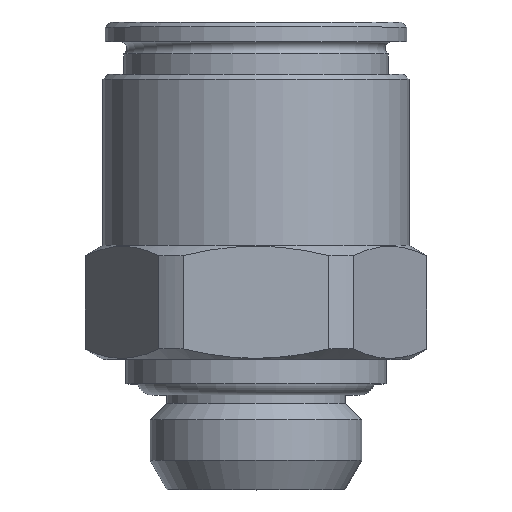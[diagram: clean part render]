
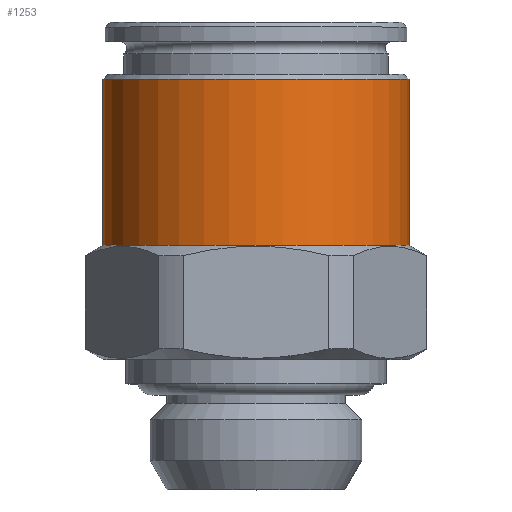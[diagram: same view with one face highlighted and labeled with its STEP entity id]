
A CAD part, top view. The second image highlights one B-rep face of the part: STEP entity #1253.
In plain terms, the highlighted cylindrical face has radius 9.4 mm (diameter 18.8 mm), a full revolution.
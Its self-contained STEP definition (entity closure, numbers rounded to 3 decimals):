
#309=ORIENTED_EDGE('',*,*,#488,.T.);
#310=ORIENTED_EDGE('',*,*,#495,.F.);
#488=EDGE_CURVE('',#587,#587,#639,.T.);
#495=EDGE_CURVE('',#593,#593,#643,.T.);
#587=VERTEX_POINT('',#1867);
#593=VERTEX_POINT('',#1884);
#639=CIRCLE('',#1352,9.4);
#643=CIRCLE('',#1360,9.4);
#698=EDGE_LOOP('',(#309));
#699=EDGE_LOOP('',(#310));
#780=FACE_BOUND('',#698,.T.);
#781=FACE_BOUND('',#699,.T.);
#823=CYLINDRICAL_SURFACE('',#1359,9.4);
#1253=ADVANCED_FACE('',(#780,#781),#823,.T.);
#1352=AXIS2_PLACEMENT_3D('',#1866,#1563,#1564);
#1359=AXIS2_PLACEMENT_3D('',#1882,#1580,#1581);
#1360=AXIS2_PLACEMENT_3D('',#1883,#1582,#1583);
#1563=DIRECTION('',(0.,-1.,0.));
#1564=DIRECTION('',(0.,0.,-1.));
#1580=DIRECTION('',(0.,1.,0.));
#1581=DIRECTION('',(0.,0.,-1.));
#1582=DIRECTION('',(0.,-1.,0.));
#1583=DIRECTION('',(0.,0.,-1.));
#1866=CARTESIAN_POINT('',(0.,25.2,0.));
#1867=CARTESIAN_POINT('',(0.,25.2,-9.4));
#1882=CARTESIAN_POINT('',(0.,0.,0.));
#1883=CARTESIAN_POINT('',(0.,15.,0.));
#1884=CARTESIAN_POINT('',(0.,15.,-9.4));
